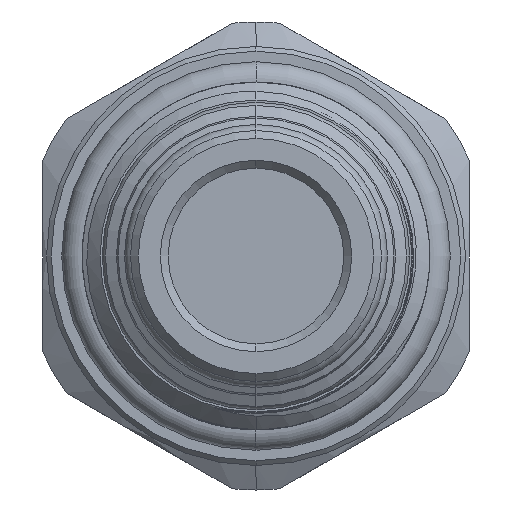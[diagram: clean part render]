
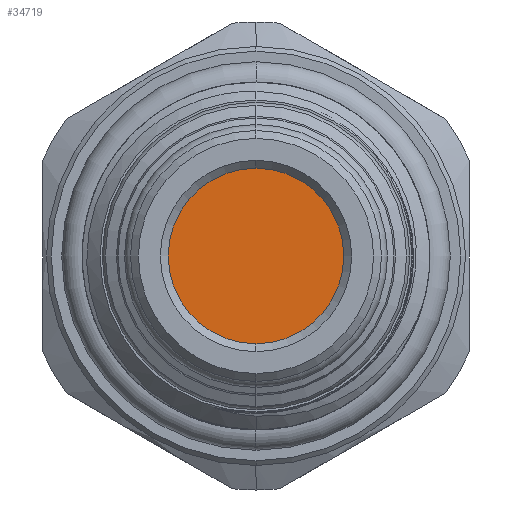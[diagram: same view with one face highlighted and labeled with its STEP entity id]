
A CAD part, left-side view. The second image highlights one B-rep face of the part: STEP entity #34719.
In plain terms, the highlighted planar face has unit normal (-1, 0, 0).
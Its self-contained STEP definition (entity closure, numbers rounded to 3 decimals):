
#779 = DIRECTION ( 'NONE',  ( 0., 0., 1. ) ) ;
#1054 = AXIS2_PLACEMENT_3D ( 'NONE', #31753, #34442, #7076 ) ;
#5746 = VERTEX_POINT ( 'NONE', #13153 ) ;
#6219 = CARTESIAN_POINT ( 'NONE',  ( -47.857, 0., -5.55 ) ) ;
#6627 = CARTESIAN_POINT ( 'NONE',  ( -47.857, 0., 0. ) ) ;
#6890 = PLANE ( 'NONE',  #8924 ) ;
#7076 = DIRECTION ( 'NONE',  ( 0., 0., 1. ) ) ;
#8924 = AXIS2_PLACEMENT_3D ( 'NONE', #6627, #31563, #12939 ) ;
#9046 = VERTEX_POINT ( 'NONE', #6219 ) ;
#9694 = ORIENTED_EDGE ( 'NONE', *, *, #13468, .F. ) ;
#10170 = DIRECTION ( 'NONE',  ( 1., 0., 0. ) ) ;
#11181 = EDGE_LOOP ( 'NONE', ( #17022, #9694 ) ) ;
#12939 = DIRECTION ( 'NONE',  ( 0., 0., 1. ) ) ;
#13153 = CARTESIAN_POINT ( 'NONE',  ( -47.857, 0., 5.55 ) ) ;
#13468 = EDGE_CURVE ( 'NONE', #5746, #9046, #16433, .T. ) ;
#16433 = CIRCLE ( 'NONE', #27553, 5.55 ) ;
#17022 = ORIENTED_EDGE ( 'NONE', *, *, #39890, .F. ) ;
#23800 = CIRCLE ( 'NONE', #1054, 5.55 ) ;
#25431 = CARTESIAN_POINT ( 'NONE',  ( -47.857, 0., 0. ) ) ;
#27553 = AXIS2_PLACEMENT_3D ( 'NONE', #25431, #10170, #779 ) ;
#31563 = DIRECTION ( 'NONE',  ( -1., 0., 0. ) ) ;
#31753 = CARTESIAN_POINT ( 'NONE',  ( -47.857, 0., 0. ) ) ;
#34442 = DIRECTION ( 'NONE',  ( 1., 0., 0. ) ) ;
#34719 = ADVANCED_FACE ( 'NONE', ( #35586 ), #6890, .T. ) ;
#35586 = FACE_OUTER_BOUND ( 'NONE', #11181, .T. ) ;
#39890 = EDGE_CURVE ( 'NONE', #9046, #5746, #23800, .T. ) ;
